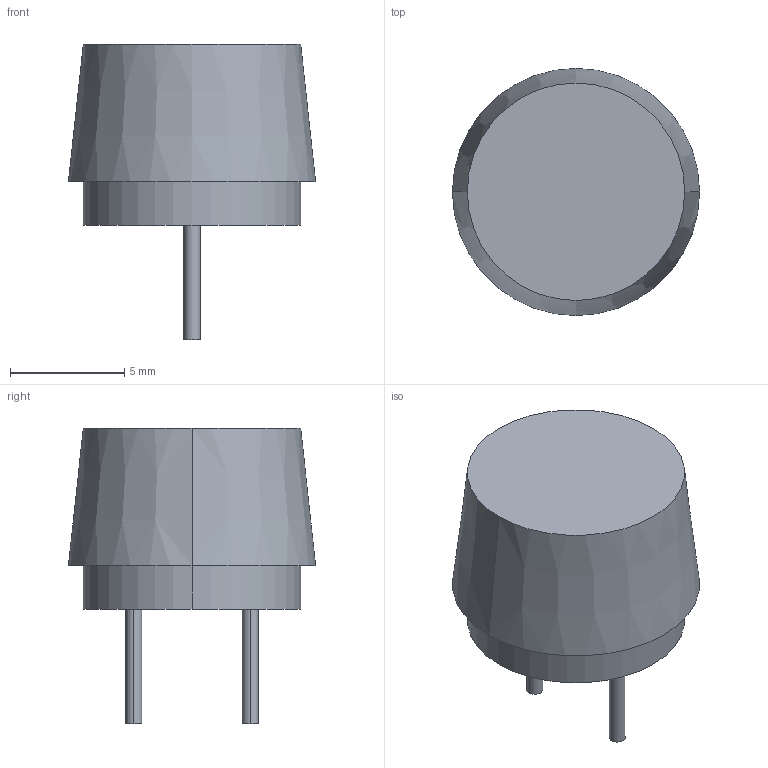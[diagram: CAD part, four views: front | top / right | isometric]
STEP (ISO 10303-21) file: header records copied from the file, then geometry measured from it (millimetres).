
FILE_DESCRIPTION((''),'2;1');
FILE_NAME('PRT0002','2012-02-07T',('dhelisch'),(''),'PRO/ENGINEER BY PARAMETRIC TECHNOLOGY CORPORATION, 2007250','PRO/ENGINEER BY PARAMETRIC TECHNOLOGY CORPORATION, 2007250','');
FILE_SCHEMA(('CONFIG_CONTROL_DESIGN'));
Length unit declared in the file: millimetre
Products named in the file (1): PRT0002
Bounding box: 10.8 x 10.8 x 12.9 mm (x, y, z)
Volume: 624.7 mm3; surface area: 433.6 mm2
Topology: 1 solids, 1 shells, 13 faces, 24 edges, 16 vertices
Faces by surface type: cylinder 6, plane 5, cone 2
Entity records: 606 total; most frequent: COLOUR_RGB 74, DIRECTION 66, CARTESIAN_POINT 53, ORIENTED_EDGE 48, PRESENTATION_STYLE_ASSIGNMENT 31, AXIS2_PLACEMENT_3D 29, STYLED_ITEM 25, CURVE_STYLE 24
